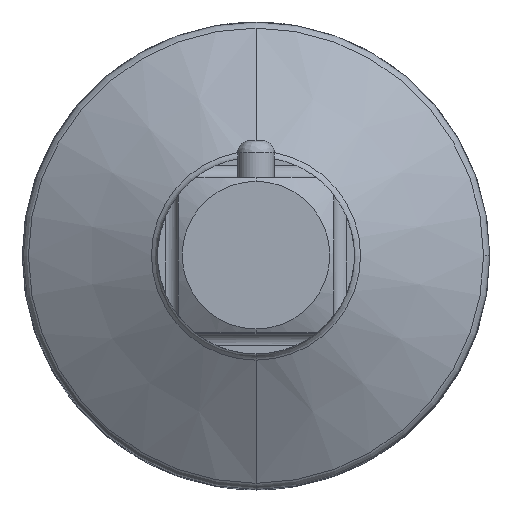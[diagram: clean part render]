
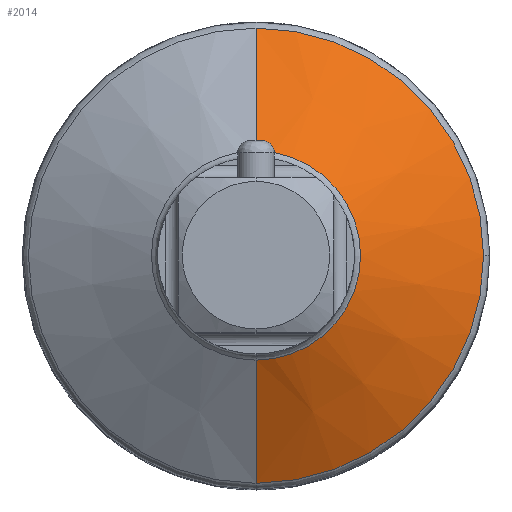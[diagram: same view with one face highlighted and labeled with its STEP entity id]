
A CAD part, top view. The second image highlights one B-rep face of the part: STEP entity #2014.
In plain terms, the highlighted conical face has half-angle 60 degrees and reference radius 6.75 mm.
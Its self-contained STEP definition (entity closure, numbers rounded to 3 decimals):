
#560=CARTESIAN_POINT('',(0.,0.,14.144));
#561=DIRECTION('',(0.,0.,-1.));
#562=DIRECTION('',(0.,1.,0.));
#563=AXIS2_PLACEMENT_3D('',#560,#561,#562);
#568=CARTESIAN_POINT('',(0.,0.,14.144));
#569=DIRECTION('',(0.,0.,-1.));
#570=DIRECTION('',(1.,0.,0.));
#571=AXIS2_PLACEMENT_3D('',#568,#569,#570);
#576=CARTESIAN_POINT('',(0.,0.,17.031));
#577=DIRECTION('',(0.,0.,-1.));
#578=DIRECTION('',(0.,1.,0.));
#579=AXIS2_PLACEMENT_3D('',#576,#577,#578);
#1457=DIRECTION('',(0.,-0.866,0.5));
#1458=VECTOR('',#1457,5.774);
#1459=CARTESIAN_POINT('',(0.,9.25,
14.144));
#1460=LINE('',#1459,#1458);
#1472=DIRECTION('',(0.,0.866,0.5));
#1473=VECTOR('',#1472,5.774);
#1474=CARTESIAN_POINT('',(0.,-9.25,
14.144));
#1475=LINE('',#1474,#1473);
#1624=CARTESIAN_POINT('',(0.,-4.25,17.031));
#1625=CARTESIAN_POINT('',(0.,4.25,17.031));
#1626=VERTEX_POINT('',#1624);
#1627=VERTEX_POINT('',#1625);
#1628=CARTESIAN_POINT('',(0.,9.25,14.144));
#1629=CARTESIAN_POINT('',(9.25,0.,14.144));
#1630=VERTEX_POINT('',#1628);
#1631=VERTEX_POINT('',#1629);
#1636=CARTESIAN_POINT('',(0.,-9.25,14.144));
#1637=VERTEX_POINT('',#1636);
#1998=CARTESIAN_POINT('',(0.,0.,15.588));
#1999=DIRECTION('',(0.,0.,-1.));
#2000=DIRECTION('',(0.,-1.,0.));
#2001=AXIS2_PLACEMENT_3D('',#1998,#1999,#2000);
#2002=CONICAL_SURFACE('',#2001,6.75,60.);
#2004=ORIENTED_EDGE('',*,*,#2003,.T.);
#2006=ORIENTED_EDGE('',*,*,#2005,.T.);
#2008=ORIENTED_EDGE('',*,*,#2007,.T.);
#2009=ORIENTED_EDGE('',*,*,#1772,.F.);
#2011=ORIENTED_EDGE('',*,*,#2010,.F.);
#2012=EDGE_LOOP('',(#2004,#2006,#2008,#2009,#2011));
#2013=FACE_OUTER_BOUND('',#2012,.F.);
#2014=ADVANCED_FACE('',(#2013),#2002,.T.);
#564=CIRCLE('',#563,9.25);
#572=CIRCLE('',#571,9.25);
#580=CIRCLE('',#579,4.25);
#1772=EDGE_CURVE('',#1627,#1626,#580,.T.);
#2003=EDGE_CURVE('',#1630,#1631,#564,.T.);
#2005=EDGE_CURVE('',#1631,#1637,#572,.T.);
#2007=EDGE_CURVE('',#1637,#1626,#1475,.T.);
#2010=EDGE_CURVE('',#1630,#1627,#1460,.T.);
